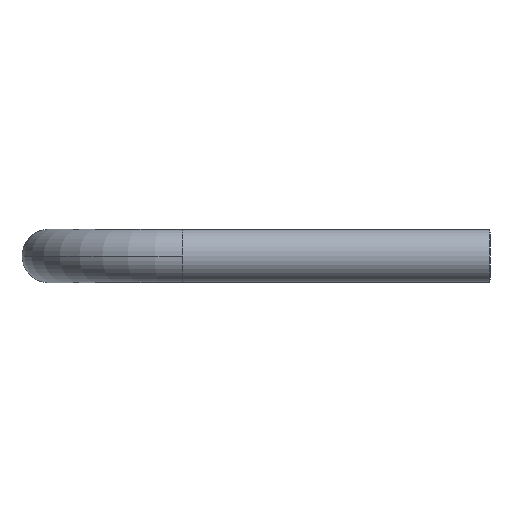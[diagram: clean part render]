
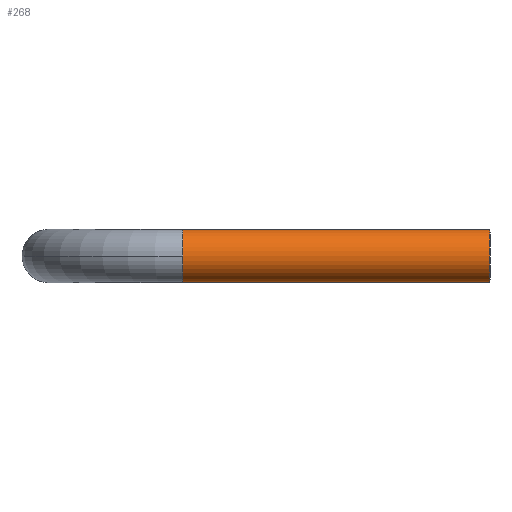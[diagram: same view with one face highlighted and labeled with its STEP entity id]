
A CAD part, left-side view. The second image highlights one B-rep face of the part: STEP entity #268.
In plain terms, the highlighted cylindrical face has radius 30.15 mm (diameter 60.3 mm), a partial arc.
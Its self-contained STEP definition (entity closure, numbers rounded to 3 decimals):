
#26 = ORIENTED_EDGE ( 'NONE', *, *, #311, .T. ) ;
#30 = ORIENTED_EDGE ( 'NONE', *, *, #200, .F. ) ;
#65 = DIRECTION ( 'NONE',  ( 0., 1., 0. ) ) ;
#85 = DIRECTION ( 'NONE',  ( 0., -1., 0. ) ) ;
#88 = CARTESIAN_POINT ( 'NONE',  ( 0., 0., 30.15 ) ) ;
#92 = VECTOR ( 'NONE', #466, 1000. ) ;
#97 = CARTESIAN_POINT ( 'NONE',  ( 0., 348., -30.15 ) ) ;
#107 = CIRCLE ( 'NONE', #410, 30.15 ) ;
#111 = VERTEX_POINT ( 'NONE', #350 ) ;
#114 = VERTEX_POINT ( 'NONE', #407 ) ;
#124 = DIRECTION ( 'NONE',  ( 0., 1., 0. ) ) ;
#184 = VERTEX_POINT ( 'NONE', #88 ) ;
#192 = ORIENTED_EDGE ( 'NONE', *, *, #387, .T. ) ;
#200 = EDGE_CURVE ( 'NONE', #309, #184, #458, .T. ) ;
#215 = ORIENTED_EDGE ( 'NONE', *, *, #459, .F. ) ;
#217 = DIRECTION ( 'NONE',  ( -1., 0., 0. ) ) ;
#223 = CARTESIAN_POINT ( 'NONE',  ( 0., 348., 0. ) ) ;
#225 = VERTEX_POINT ( 'NONE', #368 ) ;
#245 = AXIS2_PLACEMENT_3D ( 'NONE', #386, #382, #263 ) ;
#263 = DIRECTION ( 'NONE',  ( 0., 0., -1. ) ) ;
#266 = VECTOR ( 'NONE', #85, 1000. ) ;
#268 = ADVANCED_FACE ( 'NONE', ( #450 ), #454, .T. ) ;
#288 = DIRECTION ( 'NONE',  ( -1., 0., 0. ) ) ;
#294 = DIRECTION ( 'NONE',  ( 0., -1., 0. ) ) ;
#300 = CIRCLE ( 'NONE', #245, 30.15 ) ;
#309 = VERTEX_POINT ( 'NONE', #327 ) ;
#311 = EDGE_CURVE ( 'NONE', #111, #225, #463, .T. ) ;
#327 = CARTESIAN_POINT ( 'NONE',  ( 0., 348., 30.15 ) ) ;
#333 = CARTESIAN_POINT ( 'NONE',  ( 0., 348., 0. ) ) ;
#343 = AXIS2_PLACEMENT_3D ( 'NONE', #333, #294, #502 ) ;
#350 = CARTESIAN_POINT ( 'NONE',  ( 0., 348., -30.15 ) ) ;
#368 = CARTESIAN_POINT ( 'NONE',  ( 0., 0., -30.15 ) ) ;
#371 = EDGE_CURVE ( 'NONE', #114, #309, #107, .T. ) ;
#382 = DIRECTION ( 'NONE',  ( 0., 1., 0. ) ) ;
#386 = CARTESIAN_POINT ( 'NONE',  ( 0., 0., 0. ) ) ;
#387 = EDGE_CURVE ( 'NONE', #225, #184, #300, .T. ) ;
#407 = CARTESIAN_POINT ( 'NONE',  ( -30.15, 348., 0. ) ) ;
#410 = AXIS2_PLACEMENT_3D ( 'NONE', #223, #65, #217 ) ;
#424 = CIRCLE ( 'NONE', #526, 30.15 ) ;
#450 = FACE_OUTER_BOUND ( 'NONE', #521, .T. ) ;
#454 = CYLINDRICAL_SURFACE ( 'NONE', #343, 30.15 ) ;
#458 = LINE ( 'NONE', #511, #266 ) ;
#459 = EDGE_CURVE ( 'NONE', #111, #114, #424, .T. ) ;
#463 = LINE ( 'NONE', #97, #92 ) ;
#466 = DIRECTION ( 'NONE',  ( 0., -1., 0. ) ) ;
#497 = ORIENTED_EDGE ( 'NONE', *, *, #371, .F. ) ;
#498 = CARTESIAN_POINT ( 'NONE',  ( 0., 348., 0. ) ) ;
#502 = DIRECTION ( 'NONE',  ( 0., 0., -1. ) ) ;
#511 = CARTESIAN_POINT ( 'NONE',  ( 0., 348., 30.15 ) ) ;
#521 = EDGE_LOOP ( 'NONE', ( #30, #497, #215, #26, #192 ) ) ;
#526 = AXIS2_PLACEMENT_3D ( 'NONE', #498, #124, #288 ) ;
